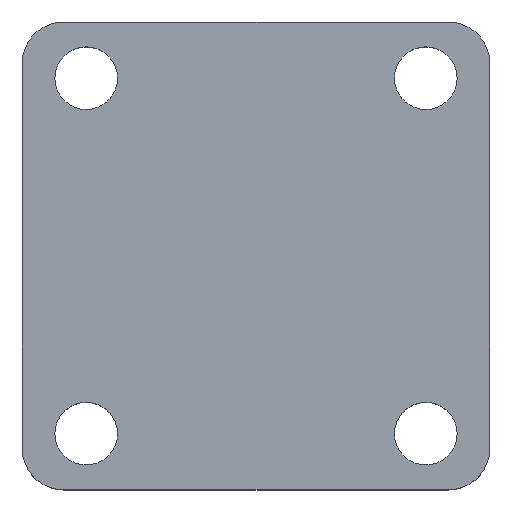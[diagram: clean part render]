
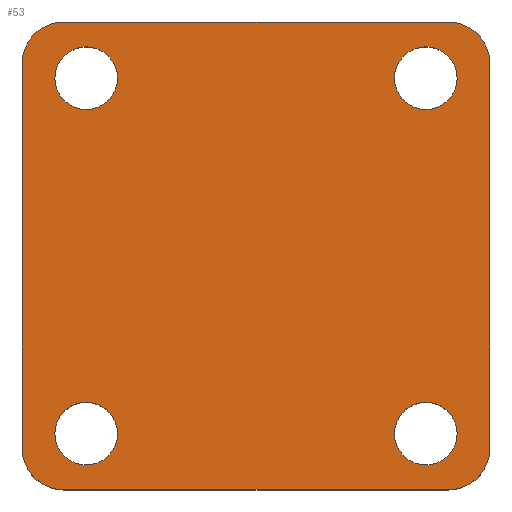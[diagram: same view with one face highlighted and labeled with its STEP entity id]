
A CAD part, top view. The second image highlights one B-rep face of the part: STEP entity #53.
In plain terms, the highlighted planar face has unit normal (0, 0, 1).
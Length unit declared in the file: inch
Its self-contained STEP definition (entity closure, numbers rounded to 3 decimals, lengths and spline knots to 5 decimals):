
#5 = AXIS2_PLACEMENT_3D ( 'NONE', #57, #457, #299 ) ;
#11 = DIRECTION ( 'NONE',  ( -1., 0., 0. ) ) ;
#12 = VECTOR ( 'NONE', #239, 39.37008 ) ;
#15 = CARTESIAN_POINT ( 'NONE',  ( 0.3622, -0.44094, 0.07874 ) ) ;
#17 = CIRCLE ( 'NONE', #409, 0.05906 ) ;
#19 = CARTESIAN_POINT ( 'NONE',  ( -0.3622, 0.3622, 0.07874 ) ) ;
#23 = VERTEX_POINT ( 'NONE', #188 ) ;
#24 = AXIS2_PLACEMENT_3D ( 'NONE', #161, #346, #547 ) ;
#26 = EDGE_CURVE ( 'NONE', #128, #23, #78, .T. ) ;
#33 = LINE ( 'NONE', #592, #171 ) ;
#36 = VERTEX_POINT ( 'NONE', #258 ) ;
#46 = EDGE_CURVE ( 'NONE', #528, #139, #441, .T. ) ;
#49 = AXIS2_PLACEMENT_3D ( 'NONE', #381, #297, #602 ) ;
#50 = CARTESIAN_POINT ( 'NONE',  ( -0.32008, -0.33504, 0.07874 ) ) ;
#53 = ADVANCED_FACE ( 'NONE', ( #351, #551, #250, #451, #303 ), #357, .F. ) ;
#56 = AXIS2_PLACEMENT_3D ( 'NONE', #19, #411, #166 ) ;
#57 = CARTESIAN_POINT ( 'NONE',  ( -0.3622, -0.3622, 0.07874 ) ) ;
#59 = DIRECTION ( 'NONE',  ( 0., 1., 0. ) ) ;
#62 = CARTESIAN_POINT ( 'NONE',  ( -0.3622, 0.44094, 0.07874 ) ) ;
#69 = AXIS2_PLACEMENT_3D ( 'NONE', #182, #377, #644 ) ;
#77 = ORIENTED_EDGE ( 'NONE', *, *, #263, .T. ) ;
#78 = CIRCLE ( 'NONE', #49, 0.05906 ) ;
#83 = DIRECTION ( 'NONE',  ( 1., 0., 0. ) ) ;
#90 = EDGE_CURVE ( 'NONE', #139, #528, #17, .T. ) ;
#103 = CARTESIAN_POINT ( 'NONE',  ( 0., 0., 0.07874 ) ) ;
#105 = DIRECTION ( 'NONE',  ( 0., 0., 1. ) ) ;
#106 = DIRECTION ( 'NONE',  ( 0., 0., -1. ) ) ;
#108 = DIRECTION ( 'NONE',  ( 0., 0., 1. ) ) ;
#118 = CARTESIAN_POINT ( 'NONE',  ( -0.32008, -0.33504, 0.07874 ) ) ;
#120 = ORIENTED_EDGE ( 'NONE', *, *, #90, .F. ) ;
#128 = VERTEX_POINT ( 'NONE', #548 ) ;
#139 = VERTEX_POINT ( 'NONE', #406 ) ;
#145 = ORIENTED_EDGE ( 'NONE', *, *, #575, .T. ) ;
#154 = CARTESIAN_POINT ( 'NONE',  ( 0.32008, -0.33504, 0.07874 ) ) ;
#161 = CARTESIAN_POINT ( 'NONE',  ( 0.3622, -0.3622, 0.07874 ) ) ;
#165 = ORIENTED_EDGE ( 'NONE', *, *, #481, .F. ) ;
#166 = DIRECTION ( 'NONE',  ( -1., 0., 0. ) ) ;
#171 = VECTOR ( 'NONE', #530, 39.37008 ) ;
#181 = CARTESIAN_POINT ( 'NONE',  ( 0.44094, 0.3622, 0.07874 ) ) ;
#182 = CARTESIAN_POINT ( 'NONE',  ( 0.32008, 0.33504, 0.07874 ) ) ;
#188 = CARTESIAN_POINT ( 'NONE',  ( -0.37913, 0.33504, 0.07874 ) ) ;
#190 = DIRECTION ( 'NONE',  ( 1., 0., 0. ) ) ;
#200 = EDGE_CURVE ( 'NONE', #36, #624, #224, .T. ) ;
#204 = CARTESIAN_POINT ( 'NONE',  ( 0.32008, -0.33504, 0.07874 ) ) ;
#211 = CARTESIAN_POINT ( 'NONE',  ( 0.44094, -0.3622, 0.07874 ) ) ;
#218 = AXIS2_PLACEMENT_3D ( 'NONE', #295, #105, #552 ) ;
#219 = EDGE_LOOP ( 'NONE', ( #483, #513 ) ) ;
#224 = CIRCLE ( 'NONE', #69, 0.05906 ) ;
#230 = CARTESIAN_POINT ( 'NONE',  ( -0.44094, 0.3622, 0.07874 ) ) ;
#239 = DIRECTION ( 'NONE',  ( 1., 0., 0. ) ) ;
#244 = VERTEX_POINT ( 'NONE', #260 ) ;
#245 = EDGE_CURVE ( 'NONE', #23, #128, #389, .T. ) ;
#250 = FACE_BOUND ( 'NONE', #435, .T. ) ;
#252 = DIRECTION ( 'NONE',  ( 0., 0., 1. ) ) ;
#258 = CARTESIAN_POINT ( 'NONE',  ( 0.37913, 0.33504, 0.07874 ) ) ;
#260 = CARTESIAN_POINT ( 'NONE',  ( -0.26102, -0.33504, 0.07874 ) ) ;
#262 = CIRCLE ( 'NONE', #56, 0.07874 ) ;
#263 = EDGE_CURVE ( 'NONE', #570, #325, #609, .T. ) ;
#269 = EDGE_CURVE ( 'NONE', #278, #322, #445, .T. ) ;
#270 = AXIS2_PLACEMENT_3D ( 'NONE', #50, #538, #444 ) ;
#277 = VERTEX_POINT ( 'NONE', #355 ) ;
#278 = VERTEX_POINT ( 'NONE', #211 ) ;
#290 = EDGE_LOOP ( 'NONE', ( #314, #294 ) ) ;
#294 = ORIENTED_EDGE ( 'NONE', *, *, #26, .F. ) ;
#295 = CARTESIAN_POINT ( 'NONE',  ( -0.32008, 0.33504, 0.07874 ) ) ;
#297 = DIRECTION ( 'NONE',  ( 0., 0., 1. ) ) ;
#299 = DIRECTION ( 'NONE',  ( -1., 0., 0. ) ) ;
#303 = FACE_BOUND ( 'NONE', #219, .T. ) ;
#309 = EDGE_CURVE ( 'NONE', #581, #278, #458, .T. ) ;
#314 = ORIENTED_EDGE ( 'NONE', *, *, #245, .F. ) ;
#322 = VERTEX_POINT ( 'NONE', #181 ) ;
#325 = VERTEX_POINT ( 'NONE', #485 ) ;
#331 = ORIENTED_EDGE ( 'NONE', *, *, #46, .F. ) ;
#333 = CIRCLE ( 'NONE', #395, 0.05906 ) ;
#334 = CARTESIAN_POINT ( 'NONE',  ( -0.44094, -0.44094, 0.07874 ) ) ;
#338 = DIRECTION ( 'NONE',  ( 0., 0., 1. ) ) ;
#346 = DIRECTION ( 'NONE',  ( 0., 0., 1. ) ) ;
#350 = AXIS2_PLACEMENT_3D ( 'NONE', #154, #252, #506 ) ;
#351 = FACE_OUTER_BOUND ( 'NONE', #494, .T. ) ;
#355 = CARTESIAN_POINT ( 'NONE',  ( 0.3622, 0.44094, 0.07874 ) ) ;
#357 = PLANE ( 'NONE',  #591 ) ;
#367 = EDGE_CURVE ( 'NONE', #325, #581, #423, .T. ) ;
#368 = LINE ( 'NONE', #512, #503 ) ;
#377 = DIRECTION ( 'NONE',  ( 0., 0., 1. ) ) ;
#381 = CARTESIAN_POINT ( 'NONE',  ( -0.32008, 0.33504, 0.07874 ) ) ;
#388 = ORIENTED_EDGE ( 'NONE', *, *, #309, .T. ) ;
#389 = CIRCLE ( 'NONE', #218, 0.05906 ) ;
#392 = DIRECTION ( 'NONE',  ( 0., 0., 1. ) ) ;
#395 = AXIS2_PLACEMENT_3D ( 'NONE', #582, #338, #83 ) ;
#406 = CARTESIAN_POINT ( 'NONE',  ( 0.26102, -0.33504, 0.07874 ) ) ;
#409 = AXIS2_PLACEMENT_3D ( 'NONE', #204, #108, #447 ) ;
#411 = DIRECTION ( 'NONE',  ( 0., 0., 1. ) ) ;
#415 = ORIENTED_EDGE ( 'NONE', *, *, #367, .T. ) ;
#416 = VECTOR ( 'NONE', #59, 39.37008 ) ;
#417 = AXIS2_PLACEMENT_3D ( 'NONE', #627, #392, #11 ) ;
#423 = LINE ( 'NONE', #334, #12 ) ;
#428 = ORIENTED_EDGE ( 'NONE', *, *, #200, .F. ) ;
#435 = EDGE_LOOP ( 'NONE', ( #165, #428 ) ) ;
#441 = CIRCLE ( 'NONE', #350, 0.05906 ) ;
#443 = EDGE_LOOP ( 'NONE', ( #120, #331 ) ) ;
#444 = DIRECTION ( 'NONE',  ( 1., 0., 0. ) ) ;
#445 = LINE ( 'NONE', #607, #416 ) ;
#447 = DIRECTION ( 'NONE',  ( 1., 0., 0. ) ) ;
#451 = FACE_BOUND ( 'NONE', #443, .T. ) ;
#457 = DIRECTION ( 'NONE',  ( 0., 0., 1. ) ) ;
#458 = CIRCLE ( 'NONE', #24, 0.07874 ) ;
#481 = EDGE_CURVE ( 'NONE', #624, #36, #333, .T. ) ;
#483 = ORIENTED_EDGE ( 'NONE', *, *, #631, .F. ) ;
#485 = CARTESIAN_POINT ( 'NONE',  ( -0.3622, -0.44094, 0.07874 ) ) ;
#487 = VERTEX_POINT ( 'NONE', #230 ) ;
#494 = EDGE_LOOP ( 'NONE', ( #145, #77, #415, #388, #615, #636, #523, #537 ) ) ;
#503 = VECTOR ( 'NONE', #560, 39.37008 ) ;
#506 = DIRECTION ( 'NONE',  ( 1., 0., 0. ) ) ;
#511 = CIRCLE ( 'NONE', #599, 0.05906 ) ;
#512 = CARTESIAN_POINT ( 'NONE',  ( -0.44094, -0.44094, 0.07874 ) ) ;
#513 = ORIENTED_EDGE ( 'NONE', *, *, #606, .F. ) ;
#517 = VERTEX_POINT ( 'NONE', #62 ) ;
#519 = CARTESIAN_POINT ( 'NONE',  ( -0.37913, -0.33504, 0.07874 ) ) ;
#523 = ORIENTED_EDGE ( 'NONE', *, *, #643, .T. ) ;
#528 = VERTEX_POINT ( 'NONE', #571 ) ;
#530 = DIRECTION ( 'NONE',  ( -1., 0., 0. ) ) ;
#537 = ORIENTED_EDGE ( 'NONE', *, *, #594, .T. ) ;
#538 = DIRECTION ( 'NONE',  ( 0., 0., 1. ) ) ;
#547 = DIRECTION ( 'NONE',  ( -1., 0., 0. ) ) ;
#548 = CARTESIAN_POINT ( 'NONE',  ( -0.26102, 0.33504, 0.07874 ) ) ;
#551 = FACE_BOUND ( 'NONE', #290, .T. ) ;
#552 = DIRECTION ( 'NONE',  ( 1., 0., 0. ) ) ;
#554 = CIRCLE ( 'NONE', #270, 0.05906 ) ;
#560 = DIRECTION ( 'NONE',  ( 0., -1., 0. ) ) ;
#566 = VERTEX_POINT ( 'NONE', #519 ) ;
#570 = VERTEX_POINT ( 'NONE', #620 ) ;
#571 = CARTESIAN_POINT ( 'NONE',  ( 0.37913, -0.33504, 0.07874 ) ) ;
#575 = EDGE_CURVE ( 'NONE', #487, #570, #368, .T. ) ;
#581 = VERTEX_POINT ( 'NONE', #15 ) ;
#582 = CARTESIAN_POINT ( 'NONE',  ( 0.32008, 0.33504, 0.07874 ) ) ;
#591 = AXIS2_PLACEMENT_3D ( 'NONE', #103, #106, #605 ) ;
#592 = CARTESIAN_POINT ( 'NONE',  ( -0.44094, 0.44094, 0.07874 ) ) ;
#594 = EDGE_CURVE ( 'NONE', #517, #487, #262, .T. ) ;
#599 = AXIS2_PLACEMENT_3D ( 'NONE', #118, #638, #190 ) ;
#602 = DIRECTION ( 'NONE',  ( 1., 0., 0. ) ) ;
#603 = EDGE_CURVE ( 'NONE', #322, #277, #626, .T. ) ;
#605 = DIRECTION ( 'NONE',  ( -1., 0., 0. ) ) ;
#606 = EDGE_CURVE ( 'NONE', #244, #566, #511, .T. ) ;
#607 = CARTESIAN_POINT ( 'NONE',  ( 0.44094, -0.44094, 0.07874 ) ) ;
#609 = CIRCLE ( 'NONE', #5, 0.07874 ) ;
#615 = ORIENTED_EDGE ( 'NONE', *, *, #269, .T. ) ;
#620 = CARTESIAN_POINT ( 'NONE',  ( -0.44094, -0.3622, 0.07874 ) ) ;
#624 = VERTEX_POINT ( 'NONE', #647 ) ;
#626 = CIRCLE ( 'NONE', #417, 0.07874 ) ;
#627 = CARTESIAN_POINT ( 'NONE',  ( 0.3622, 0.3622, 0.07874 ) ) ;
#631 = EDGE_CURVE ( 'NONE', #566, #244, #554, .T. ) ;
#636 = ORIENTED_EDGE ( 'NONE', *, *, #603, .T. ) ;
#638 = DIRECTION ( 'NONE',  ( 0., 0., 1. ) ) ;
#643 = EDGE_CURVE ( 'NONE', #277, #517, #33, .T. ) ;
#644 = DIRECTION ( 'NONE',  ( 1., 0., 0. ) ) ;
#647 = CARTESIAN_POINT ( 'NONE',  ( 0.26102, 0.33504, 0.07874 ) ) ;
